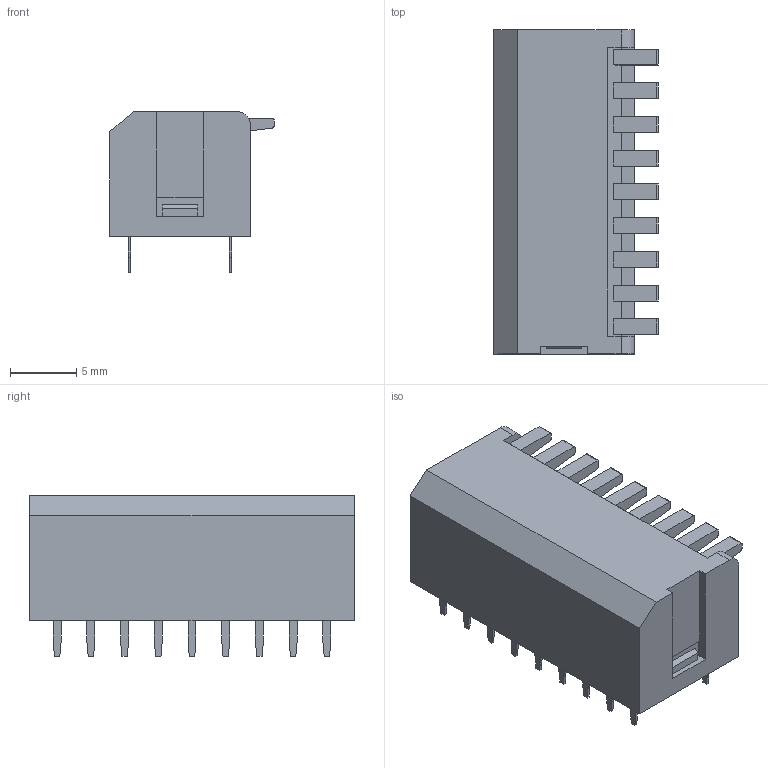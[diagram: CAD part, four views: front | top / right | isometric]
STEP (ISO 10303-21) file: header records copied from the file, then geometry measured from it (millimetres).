
FILE_DESCRIPTION(/* description */ (''),/* implementation_level */ '2;1');
FILE_NAME(/* name */ 'DIP_SW-9P-S.stp',/* time_stamp */ '2024-02-12T12:28:16+03:00',/* author */ ('crscnt'),/* organization */ (''),/* preprocessor_version */ 'ST-DEVELOPER v19',/* originating_system */ 'Autodesk Inventor 2023',/* authorisation */ '');
FILE_SCHEMA (('AUTOMOTIVE_DESIGN { 1 0 10303 214 3 1 1 }'));
Length unit declared in the file: millimetre
Products named in the file (1): Top Toggle Switch
Bounding box: 12.4 x 24.42 x 12.1 mm (x, y, z)
Volume: 2242.6 mm3; surface area: 1432.3 mm2
Topology: 1 solids, 13 shells, 348 faces, 1052 edges, 739 vertices
Faces by surface type: plane 301, cylinder 47
Entity records: 12206 total; most frequent: CARTESIAN_POINT 2419, ORIENTED_EDGE 1955, DIRECTION 1769, EDGE_CURVE 1052, LINE 847, VECTOR 847, VERTEX_POINT 739, AXIS2_PLACEMENT_3D 461
